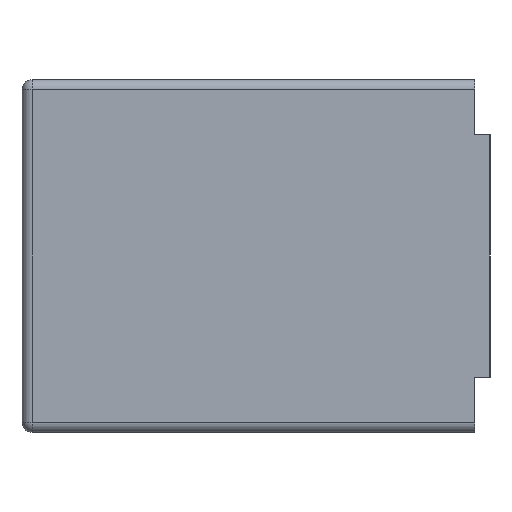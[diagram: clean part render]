
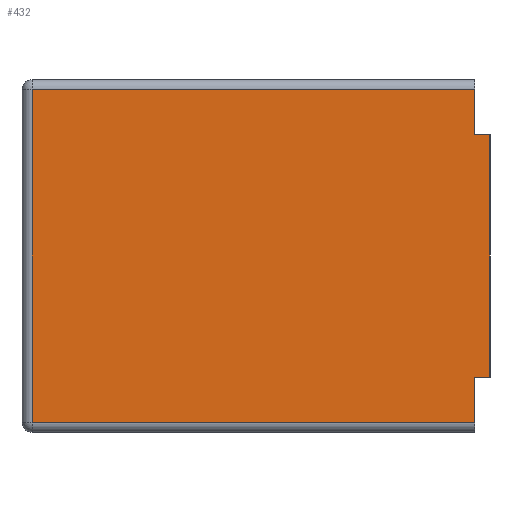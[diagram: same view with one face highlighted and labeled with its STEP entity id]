
A CAD part, left-side view. The second image highlights one B-rep face of the part: STEP entity #432.
In plain terms, the highlighted planar face has unit normal (-1, 0, 0).
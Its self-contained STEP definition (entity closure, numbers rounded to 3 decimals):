
#40=DIRECTION('',(0.,0.,1.));
#41=VECTOR('',#40,0.448);
#42=CARTESIAN_POINT('',(-3.75,0.,-1.65));
#43=LINE('',#42,#41);
#56=DIRECTION('',(0.,0.,1.));
#57=VECTOR('',#56,0.448);
#58=CARTESIAN_POINT('',(-3.75,0.,1.203));
#59=LINE('',#58,#57);
#81=DIRECTION('',(0.,-1.,0.));
#82=VECTOR('',#81,4.39);
#83=CARTESIAN_POINT('',(-3.75,4.39,1.65));
#84=LINE('',#83,#82);
#85=DIRECTION('',(0.,-1.,0.));
#86=VECTOR('',#85,0.15);
#87=CARTESIAN_POINT('',(-3.75,0.,1.203));
#88=LINE('',#87,#86);
#89=DIRECTION('',(0.,-1.,0.));
#90=VECTOR('',#89,4.39);
#91=CARTESIAN_POINT('',(-3.75,4.39,-1.65));
#92=LINE('',#91,#90);
#93=DIRECTION('',(0.,0.,1.));
#94=VECTOR('',#93,3.3);
#95=CARTESIAN_POINT('',(-3.75,4.39,-1.65));
#96=LINE('',#95,#94);
#105=DIRECTION('',(0.,-1.,0.));
#106=VECTOR('',#105,0.15);
#107=CARTESIAN_POINT('',(-3.75,0.,-1.203));
#108=LINE('',#107,#106);
#137=DIRECTION('',(0.,0.,-1.));
#138=VECTOR('',#137,2.405);
#139=CARTESIAN_POINT('',(-3.75,-0.15,1.203));
#140=LINE('',#139,#138);
#266=CARTESIAN_POINT('',(-3.75,-0.15,1.203));
#268=VERTEX_POINT('',#266);
#269=CARTESIAN_POINT('',(-3.75,-0.15,-1.203));
#270=VERTEX_POINT('',#269);
#281=CARTESIAN_POINT('',(-3.75,0.,1.203));
#283=VERTEX_POINT('',#281);
#285=CARTESIAN_POINT('',(-3.75,0.,-1.203));
#287=VERTEX_POINT('',#285);
#308=CARTESIAN_POINT('',(-3.75,0.,1.65));
#310=VERTEX_POINT('',#308);
#311=CARTESIAN_POINT('',(-3.75,4.39,1.65));
#312=VERTEX_POINT('',#311);
#313=CARTESIAN_POINT('',(-3.75,4.39,-1.65));
#314=VERTEX_POINT('',#313);
#317=CARTESIAN_POINT('',(-3.75,0.,-1.65));
#319=VERTEX_POINT('',#317);
#412=CARTESIAN_POINT('',(-3.75,0.,-1.75));
#413=DIRECTION('',(-1.,0.,0.));
#414=DIRECTION('',(0.,0.,1.));
#415=AXIS2_PLACEMENT_3D('',#412,#413,#414);
#416=PLANE('',#415);
#417=ORIENTED_EDGE('',*,*,#404,.T.);
#418=ORIENTED_EDGE('',*,*,#360,.F.);
#420=ORIENTED_EDGE('',*,*,#419,.T.);
#422=ORIENTED_EDGE('',*,*,#421,.T.);
#424=ORIENTED_EDGE('',*,*,#423,.F.);
#425=ORIENTED_EDGE('',*,*,#352,.F.);
#427=ORIENTED_EDGE('',*,*,#426,.F.);
#429=ORIENTED_EDGE('',*,*,#428,.T.);
#430=EDGE_LOOP('',(#417,#418,#420,#422,#424,#425,#427,#429));
#431=FACE_OUTER_BOUND('',#430,.F.);
#352=EDGE_CURVE('',#319,#287,#43,.T.);
#360=EDGE_CURVE('',#283,#310,#59,.T.);
#404=EDGE_CURVE('',#312,#310,#84,.T.);
#419=EDGE_CURVE('',#283,#268,#88,.T.);
#421=EDGE_CURVE('',#268,#270,#140,.T.);
#423=EDGE_CURVE('',#287,#270,#108,.T.);
#426=EDGE_CURVE('',#314,#319,#92,.T.);
#428=EDGE_CURVE('',#314,#312,#96,.T.);
#432=ADVANCED_FACE('',(#431),#416,.T.);
